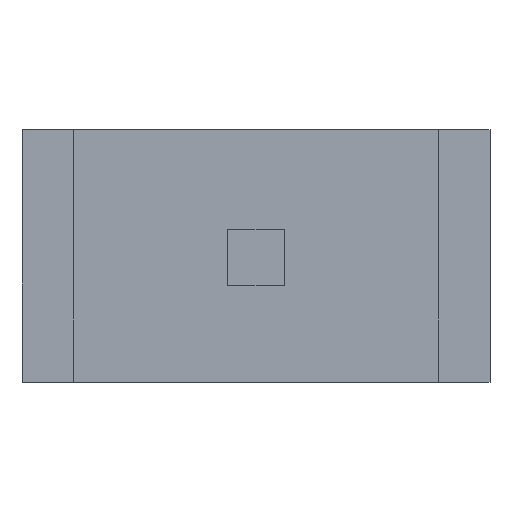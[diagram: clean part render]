
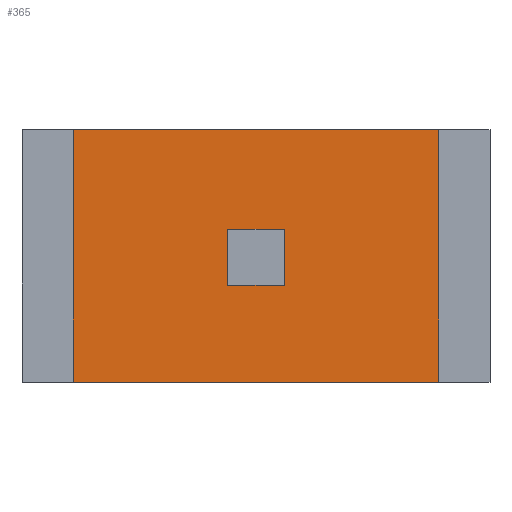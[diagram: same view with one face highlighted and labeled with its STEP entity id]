
A CAD part, top view. The second image highlights one B-rep face of the part: STEP entity #365.
In plain terms, the highlighted planar face has unit normal (0, 0, 1).
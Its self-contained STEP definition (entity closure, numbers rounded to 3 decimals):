
#19=FACE_BOUND('',#55,.T.);
#35=FACE_OUTER_BOUND('',#54,.T.);
#54=EDGE_LOOP('',(#295,#296,#297,#298));
#55=EDGE_LOOP('',(#299,#300,#301,#302));
#59=LINE('',#501,#107);
#63=LINE('',#509,#111);
#66=LINE('',#515,#114);
#69=LINE('',#520,#117);
#101=LINE('',#585,#149);
#102=LINE('',#588,#150);
#103=LINE('',#590,#151);
#104=LINE('',#591,#152);
#107=VECTOR('',#410,10.);
#111=VECTOR('',#416,10.);
#114=VECTOR('',#421,10.);
#117=VECTOR('',#426,10.);
#149=VECTOR('',#480,10.);
#150=VECTOR('',#483,10.);
#151=VECTOR('',#484,10.);
#152=VECTOR('',#485,10.);
#155=VERTEX_POINT('',#499);
#156=VERTEX_POINT('',#500);
#159=VERTEX_POINT('',#508);
#161=VERTEX_POINT('',#514);
#183=VERTEX_POINT('',#581);
#184=VERTEX_POINT('',#583);
#185=VERTEX_POINT('',#587);
#186=VERTEX_POINT('',#589);
#187=EDGE_CURVE('',#155,#156,#59,.T.);
#191=EDGE_CURVE('',#159,#155,#63,.T.);
#194=EDGE_CURVE('',#161,#159,#66,.T.);
#197=EDGE_CURVE('',#156,#161,#69,.T.);
#229=EDGE_CURVE('',#183,#184,#101,.T.);
#230=EDGE_CURVE('',#185,#183,#102,.T.);
#231=EDGE_CURVE('',#186,#184,#103,.T.);
#232=EDGE_CURVE('',#185,#186,#104,.T.);
#295=ORIENTED_EDGE('',*,*,#230,.T.);
#296=ORIENTED_EDGE('',*,*,#229,.T.);
#297=ORIENTED_EDGE('',*,*,#231,.F.);
#298=ORIENTED_EDGE('',*,*,#232,.F.);
#299=ORIENTED_EDGE('',*,*,#187,.T.);
#300=ORIENTED_EDGE('',*,*,#197,.T.);
#301=ORIENTED_EDGE('',*,*,#194,.T.);
#302=ORIENTED_EDGE('',*,*,#191,.T.);
#346=PLANE('',#399);
#365=ADVANCED_FACE('',(#35,#19),#346,.T.);
#399=AXIS2_PLACEMENT_3D('',#586,#481,#482);
#410=DIRECTION('',(0.,-1.,0.));
#416=DIRECTION('',(1.,0.,0.));
#421=DIRECTION('',(0.,1.,0.));
#426=DIRECTION('',(-1.,0.,0.));
#480=DIRECTION('',(0.,1.,0.));
#481=DIRECTION('center_axis',(0.,0.,1.));
#482=DIRECTION('ref_axis',(1.,0.,0.));
#483=DIRECTION('',(1.,0.,0.));
#484=DIRECTION('',(1.,0.,0.));
#485=DIRECTION('',(0.,1.,0.));
#499=CARTESIAN_POINT('',(20.752,2.792,126.82));
#500=CARTESIAN_POINT('',(20.752,0.992,126.82));
#501=CARTESIAN_POINT('',(20.752,0.342,126.82));
#508=CARTESIAN_POINT('',(18.952,2.792,126.82));
#509=CARTESIAN_POINT('',(16.477,2.792,126.82));
#514=CARTESIAN_POINT('',(18.952,0.992,126.82));
#515=CARTESIAN_POINT('',(18.952,-0.558,126.82));
#520=CARTESIAN_POINT('',(17.377,0.992,126.82));
#581=CARTESIAN_POINT('',(25.702,-2.108,126.82));
#583=CARTESIAN_POINT('',(25.702,5.992,126.82));
#585=CARTESIAN_POINT('',(25.702,-2.108,126.82));
#586=CARTESIAN_POINT('Origin',(14.002,-2.108,126.82));
#587=CARTESIAN_POINT('',(14.002,-2.108,126.82));
#588=CARTESIAN_POINT('',(13.852,-2.108,126.82));
#589=CARTESIAN_POINT('',(14.002,5.992,126.82));
#590=CARTESIAN_POINT('',(13.852,5.992,126.82));
#591=CARTESIAN_POINT('',(14.002,-2.108,126.82));
